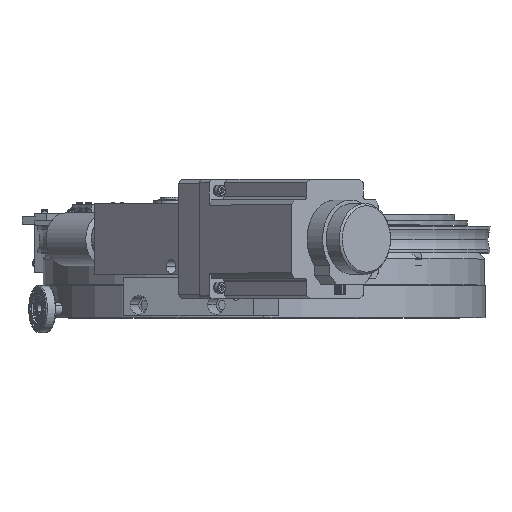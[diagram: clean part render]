
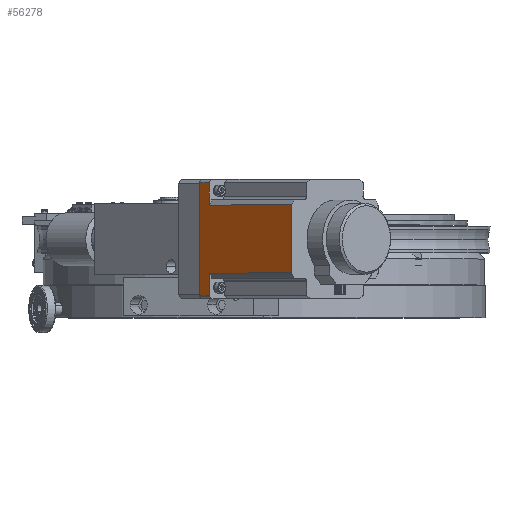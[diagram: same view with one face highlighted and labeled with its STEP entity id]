
A CAD part, top view. The second image highlights one B-rep face of the part: STEP entity #56278.
In plain terms, the highlighted planar face has unit normal (-0.722, 0, 0.692).
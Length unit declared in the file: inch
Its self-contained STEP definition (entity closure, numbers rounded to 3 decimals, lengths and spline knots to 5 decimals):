
#356 = EDGE_LOOP ( 'NONE', ( #76807, #76809, #76811, #76813, #76815, #76817, #76819, #76821 ) ) ;
#4504 = CARTESIAN_POINT ( 'NONE',  ( -1.81658, 3.79256, 10.65554 ) ) ;
#4529 = CARTESIAN_POINT ( 'NONE',  ( 0.79327, 3.16858, 13.37602 ) ) ;
#4567 = CARTESIAN_POINT ( 'NONE',  ( -1.8169, 0.62256, 10.65535 ) ) ;
#4663 = CARTESIAN_POINT ( 'NONE',  ( -1.53967, 3.79251, 10.94418 ) ) ;
#4678 = CARTESIAN_POINT ( 'NONE',  ( -1.53999, 0.62251, 10.944 ) ) ;
#4744 = CARTESIAN_POINT ( 'NONE',  ( -1.53973, 3.16896, 10.94415 ) ) ;
#4871 = CARTESIAN_POINT ( 'NONE',  ( 0.79308, 1.24569, 13.37591 ) ) ;
#9253 = LINE ( 'NONE', #11339, #9261 ) ;
#9261 = VECTOR ( 'NONE', #11340, 39.37008 ) ;
#11339 = CARTESIAN_POINT ( 'NONE',  ( -1.53967, 3.79251, 10.94418 ) ) ;
#11340 = DIRECTION ( 'NONE',  ( 0., 1., 0. ) ) ;
#16323 = VECTOR ( 'NONE', #17009, 39.37008 ) ;
#16333 = LINE ( 'NONE', #17002, #16323 ) ;
#17002 = CARTESIAN_POINT ( 'NONE',  ( 0.79334, 3.79213, 13.37606 ) ) ;
#17009 = DIRECTION ( 'NONE',  ( -0.692, 0., -0.722 ) ) ;
#23408 = CARTESIAN_POINT ( 'NONE',  ( -1.53992, 1.24607, 10.94404 ) ) ;
#26258 = EDGE_CURVE ( 'NONE', #69244, #69197, #9253, .T. ) ;
#31612 = EDGE_CURVE ( 'NONE', #69197, #69103, #16333, .T. ) ;
#37063 = VERTEX_POINT ( 'NONE', #23408 ) ;
#39226 = AXIS2_PLACEMENT_3D ( 'NONE', #46514, #46525, #46526 ) ;
#46514 = CARTESIAN_POINT ( 'NONE',  ( 0.79334, 3.79213, 13.37606 ) ) ;
#46515 = PLANE ( 'NONE',  #39226 ) ;
#46525 = DIRECTION ( 'NONE',  ( -0.722, 0., 0.692 ) ) ;
#46526 = DIRECTION ( 'NONE',  ( 0.692, 0., 0.722 ) ) ;
#47016 = FACE_OUTER_BOUND ( 'NONE', #356, .T. ) ;
#56278 = ADVANCED_FACE ( 'NONE', ( #47016 ), #46515, .T. ) ;
#63771 = LINE ( 'NONE', #64363, #63772 ) ;
#63772 = VECTOR ( 'NONE', #64364, 39.37008 ) ;
#63773 = LINE ( 'NONE', #64347, #63775 ) ;
#63775 = VECTOR ( 'NONE', #64357, 39.37008 ) ;
#63776 = LINE ( 'NONE', #64368, #63780 ) ;
#63780 = VECTOR ( 'NONE', #64369, 39.37008 ) ;
#63804 = LINE ( 'NONE', #64414, #63805 ) ;
#63805 = VECTOR ( 'NONE', #64415, 39.37008 ) ;
#63812 = LINE ( 'NONE', #64423, #63816 ) ;
#63815 = VECTOR ( 'NONE', #64446, 39.37008 ) ;
#63816 = VECTOR ( 'NONE', #64424, 39.37008 ) ;
#63830 = LINE ( 'NONE', #64440, #63815 ) ;
#64347 = CARTESIAN_POINT ( 'NONE',  ( 0.79327, 3.16858, 13.37602 ) ) ;
#64357 = DIRECTION ( 'NONE',  ( 0.692, 0., 0.722 ) ) ;
#64363 = CARTESIAN_POINT ( 'NONE',  ( -1.53967, 3.79251, 10.94418 ) ) ;
#64364 = DIRECTION ( 'NONE',  ( 0., 1., 0. ) ) ;
#64368 = CARTESIAN_POINT ( 'NONE',  ( 0.79308, 1.24569, 13.37591 ) ) ;
#64369 = DIRECTION ( 'NONE',  ( 0.692, 0., 0.722 ) ) ;
#64414 = CARTESIAN_POINT ( 'NONE',  ( 0.79318, 2.20713, 13.37596 ) ) ;
#64415 = DIRECTION ( 'NONE',  ( 0., 1., 0. ) ) ;
#64423 = CARTESIAN_POINT ( 'NONE',  ( 0.79302, 0.62213, 13.37587 ) ) ;
#64424 = DIRECTION ( 'NONE',  ( 0.692, 0., 0.722 ) ) ;
#64440 = CARTESIAN_POINT ( 'NONE',  ( -1.81658, 3.79256, 10.65554 ) ) ;
#64446 = DIRECTION ( 'NONE',  ( 0., -1., 0. ) ) ;
#66620 = EDGE_CURVE ( 'NONE', #69244, #69118, #63773, .T. ) ;
#66623 = EDGE_CURVE ( 'NONE', #69206, #37063, #63771, .T. ) ;
#66626 = EDGE_CURVE ( 'NONE', #37063, #69318, #63776, .T. ) ;
#66658 = EDGE_CURVE ( 'NONE', #69318, #69118, #63804, .T. ) ;
#66665 = EDGE_CURVE ( 'NONE', #69141, #69206, #63812, .T. ) ;
#66682 = EDGE_CURVE ( 'NONE', #69103, #69141, #63830, .T. ) ;
#69103 = VERTEX_POINT ( 'NONE', #4504 ) ;
#69118 = VERTEX_POINT ( 'NONE', #4529 ) ;
#69141 = VERTEX_POINT ( 'NONE', #4567 ) ;
#69197 = VERTEX_POINT ( 'NONE', #4663 ) ;
#69206 = VERTEX_POINT ( 'NONE', #4678 ) ;
#69244 = VERTEX_POINT ( 'NONE', #4744 ) ;
#69318 = VERTEX_POINT ( 'NONE', #4871 ) ;
#76807 = ORIENTED_EDGE ( 'NONE', *, *, #66682, .T. ) ;
#76809 = ORIENTED_EDGE ( 'NONE', *, *, #66665, .T. ) ;
#76811 = ORIENTED_EDGE ( 'NONE', *, *, #66623, .T. ) ;
#76813 = ORIENTED_EDGE ( 'NONE', *, *, #66626, .T. ) ;
#76815 = ORIENTED_EDGE ( 'NONE', *, *, #66658, .T. ) ;
#76817 = ORIENTED_EDGE ( 'NONE', *, *, #66620, .F. ) ;
#76819 = ORIENTED_EDGE ( 'NONE', *, *, #26258, .T. ) ;
#76821 = ORIENTED_EDGE ( 'NONE', *, *, #31612, .T. ) ;
